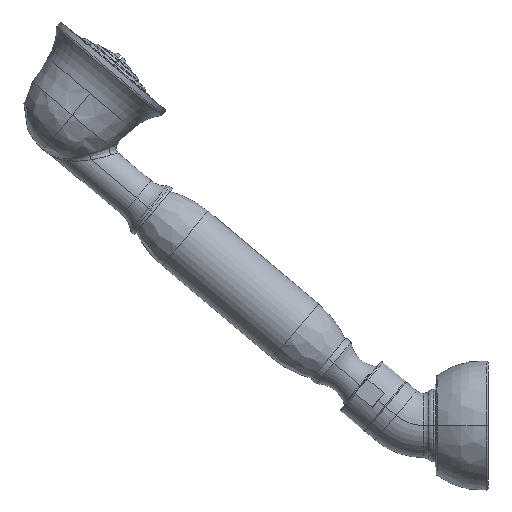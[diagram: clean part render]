
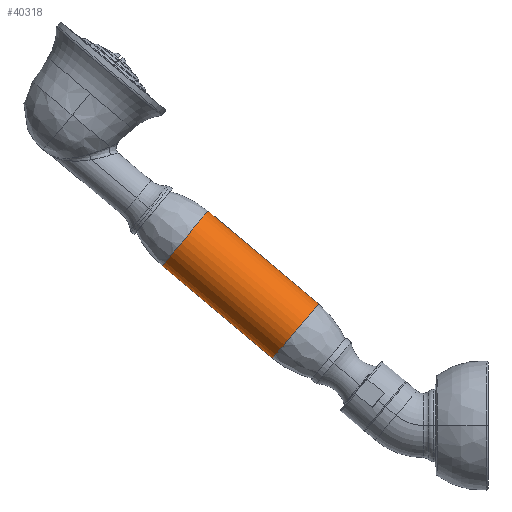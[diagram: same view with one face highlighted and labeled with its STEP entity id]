
A CAD part, left-side view. The second image highlights one B-rep face of the part: STEP entity #40318.
In plain terms, the highlighted cylindrical face has radius 13.716 mm (diameter 27.432 mm), a partial arc.
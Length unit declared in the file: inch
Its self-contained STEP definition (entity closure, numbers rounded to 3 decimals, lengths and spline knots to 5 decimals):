
#40065=DIRECTION('',(0.,0.,1.));
#40066=VECTOR('',#40065,2.18508);
#40067=CARTESIAN_POINT('',(0.,0.54,-2.89754));
#40068=LINE('',#40067,#40066);
#40069=DIRECTION('',(0.,0.,1.));
#40070=VECTOR('',#40069,2.18508);
#40071=CARTESIAN_POINT('',(0.,-0.54,-2.89754));
#40072=LINE('',#40071,#40070);
#40078=CARTESIAN_POINT('',(0.,0.,-2.89754));
#40079=DIRECTION('',(0.,0.,-1.));
#40080=DIRECTION('',(0.,1.,0.));
#40081=AXIS2_PLACEMENT_3D('',#40078,#40079,#40080);
#40083=CARTESIAN_POINT('',(0.,0.,-0.71246));
#40084=DIRECTION('',(0.,0.,-1.));
#40085=DIRECTION('',(0.,1.,0.));
#40086=AXIS2_PLACEMENT_3D('',#40083,#40084,#40085);
#40182=CARTESIAN_POINT('',(0.,0.54,-2.89754));
#40184=VERTEX_POINT('',#40182);
#40185=CARTESIAN_POINT('',(0.,0.54,-0.71246));
#40187=VERTEX_POINT('',#40185);
#40190=CARTESIAN_POINT('',(0.,-0.54,-2.89754));
#40192=VERTEX_POINT('',#40190);
#40193=CARTESIAN_POINT('',(0.,-0.54,-0.71246));
#40195=VERTEX_POINT('',#40193);
#40306=CARTESIAN_POINT('',(0.,0.,0.1805));
#40307=DIRECTION('',(0.,0.,-1.));
#40308=DIRECTION('',(0.,-1.,0.));
#40309=AXIS2_PLACEMENT_3D('',#40306,#40307,#40308);
#40310=CYLINDRICAL_SURFACE('',#40309,0.54);
#40311=ORIENTED_EDGE('',*,*,#40296,.F.);
#40312=ORIENTED_EDGE('',*,*,#40248,.T.);
#40313=ORIENTED_EDGE('',*,*,#40300,.T.);
#40315=ORIENTED_EDGE('',*,*,#40314,.F.);
#40316=EDGE_LOOP('',(#40311,#40312,#40313,#40315));
#40317=FACE_OUTER_BOUND('',#40316,.F.);
#40318=ADVANCED_FACE('',(#40317),#40310,.T.);
#40082=CIRCLE('',#40081,0.54);
#40087=CIRCLE('',#40086,0.54);
#40248=EDGE_CURVE('',#40184,#40192,#40082,.T.);
#40296=EDGE_CURVE('',#40184,#40187,#40068,.T.);
#40300=EDGE_CURVE('',#40192,#40195,#40072,.T.);
#40314=EDGE_CURVE('',#40187,#40195,#40087,.T.);
